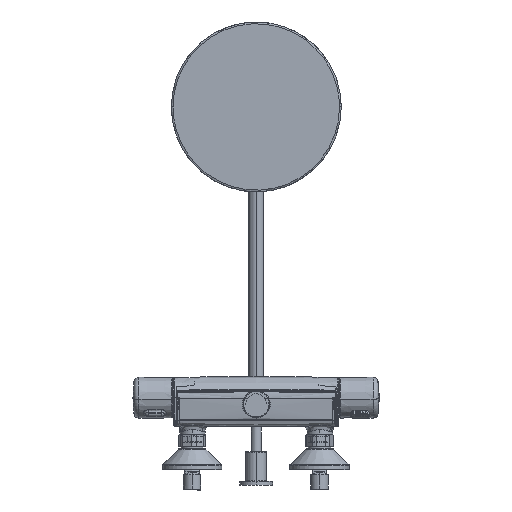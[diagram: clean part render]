
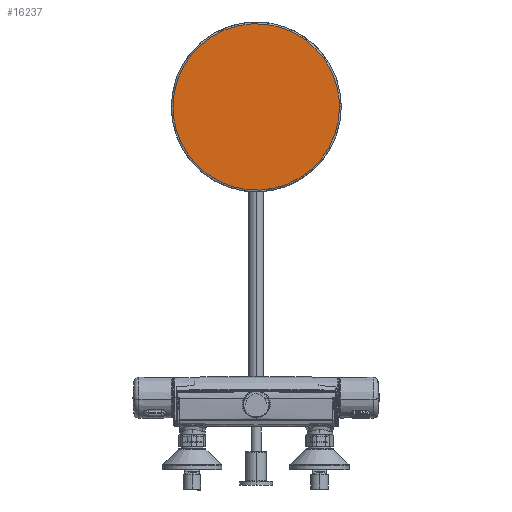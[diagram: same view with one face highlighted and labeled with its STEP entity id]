
A CAD part, front view. The second image highlights one B-rep face of the part: STEP entity #16237.
In plain terms, the highlighted planar face has unit normal (0, -1, 0).
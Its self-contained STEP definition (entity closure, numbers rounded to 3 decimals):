
#247 = CARTESIAN_POINT ( 'NONE',  ( -73.832, 984.9, 285.239 ) ) ;
#357 = CARTESIAN_POINT ( 'NONE',  ( 88.086, 984.9, 306.571 ) ) ;
#463 = CARTESIAN_POINT ( 'NONE',  ( -43.429, 984.9, 261.914 ) ) ;
#1734 = CARTESIAN_POINT ( 'NONE',  ( -12.828, 984.9, 447.368 ) ) ;
#1856 = CARTESIAN_POINT ( 'NONE',  ( 88.086, 984.9, 393.429 ) ) ;
#1961 = CARTESIAN_POINT ( 'NONE',  ( 12.828, 984.9, 447.368 ) ) ;
#2218 = PLANE ( 'NONE',  #18763 ) ;
#2569 = FACE_OUTER_BOUND ( 'NONE', #11399, .T. ) ;
#2804 = CARTESIAN_POINT ( 'NONE',  ( 31.577, 984.9, 257.005 ) ) ;
#2914 = CARTESIAN_POINT ( 'NONE',  ( -59.779, 984.9, 272.079 ) ) ;
#4077 = CARTESIAN_POINT ( 'NONE',  ( -59.779, 984.9, 427.921 ) ) ;
#4182 = CARTESIAN_POINT ( 'NONE',  ( -88.086, 984.9, 393.429 ) ) ;
#4412 = CARTESIAN_POINT ( 'NONE',  ( 98., 984.9, 350. ) ) ;
#4514 = CARTESIAN_POINT ( 'NONE',  ( 98., 984.9, 356.414 ) ) ;
#4562 = B_SPLINE_CURVE_WITH_KNOTS ( 'NONE', 3,
 ( #29676, #22217, #29889, #27131, #12052, #4182, #6962, #29794, #19310, #17186, #4077, #14413, #32237, #14751, #16973, #1734, #6850, #22088, #1961, #24676, #9413, #32348, #9184, #22325, #11722, #21868, #32129, #11950, #1856, #9522, #19762, #19647, #4514, #4412 ),
 .UNSPECIFIED., .F., .F.,
 ( 4, 2, 2, 2, 2, 2, 2, 2, 2, 2, 2, 2, 2, 2, 2, 2, 4 ),
 ( 0.5, 0.531, 0.563, 0.594, 0.625, 0.656, 0.688, 0.719, 0.75, 0.781, 0.813, 0.844, 0.875, 0.906, 0.938, 0.969, 1. ),
 .UNSPECIFIED. ) ;
#4750 = CARTESIAN_POINT ( 'NONE',  ( 98., 984.9, 350. ) ) ;
#5475 = CARTESIAN_POINT ( 'NONE',  ( -92.995, 984.9, 318.423 ) ) ;
#6850 = CARTESIAN_POINT ( 'NONE',  ( -6.414, 984.9, 448. ) ) ;
#6962 = CARTESIAN_POINT ( 'NONE',  ( -85.048, 984.9, 399.113 ) ) ;
#7861 = CARTESIAN_POINT ( 'NONE',  ( -98., 984.9, 350. ) ) ;
#7928 = CARTESIAN_POINT ( 'NONE',  ( 92.995, 984.9, 318.423 ) ) ;
#8027 = CARTESIAN_POINT ( 'NONE',  ( -98., 984.9, 350. ) ) ;
#8147 = CARTESIAN_POINT ( 'NONE',  ( 43.429, 984.9, 261.914 ) ) ;
#9184 = CARTESIAN_POINT ( 'NONE',  ( 49.113, 984.9, 435.048 ) ) ;
#9413 = CARTESIAN_POINT ( 'NONE',  ( 31.577, 984.9, 442.995 ) ) ;
#9522 = CARTESIAN_POINT ( 'NONE',  ( 92.995, 984.9, 381.577 ) ) ;
#9658 = CARTESIAN_POINT ( 'NONE',  ( 0., 984.9, 350. ) ) ;
#10469 = CARTESIAN_POINT ( 'NONE',  ( -12.828, 984.9, 252.632 ) ) ;
#10696 = CARTESIAN_POINT ( 'NONE',  ( -64.761, 984.9, 276.168 ) ) ;
#11399 = EDGE_LOOP ( 'NONE', ( #32566, #19324 ) ) ;
#11722 = CARTESIAN_POINT ( 'NONE',  ( 64.761, 984.9, 423.832 ) ) ;
#11950 = CARTESIAN_POINT ( 'NONE',  ( 85.048, 984.9, 399.113 ) ) ;
#12052 = CARTESIAN_POINT ( 'NONE',  ( -92.995, 984.9, 381.577 ) ) ;
#13042 = CARTESIAN_POINT ( 'NONE',  ( -25.41, 984.9, 255.134 ) ) ;
#13147 = CARTESIAN_POINT ( 'NONE',  ( -97.368, 984.9, 337.172 ) ) ;
#13253 = CARTESIAN_POINT ( 'NONE',  ( -85.048, 984.9, 300.887 ) ) ;
#14237 = VERTEX_POINT ( 'NONE', #4750 ) ;
#14413 = CARTESIAN_POINT ( 'NONE',  ( -49.113, 984.9, 435.048 ) ) ;
#14751 = CARTESIAN_POINT ( 'NONE',  ( -31.577, 984.9, 442.995 ) ) ;
#15475 = CARTESIAN_POINT ( 'NONE',  ( -49.113, 984.9, 264.952 ) ) ;
#15580 = CARTESIAN_POINT ( 'NONE',  ( 77.921, 984.9, 290.221 ) ) ;
#15695 = CARTESIAN_POINT ( 'NONE',  ( 73.832, 984.9, 285.239 ) ) ;
#15809 = CARTESIAN_POINT ( 'NONE',  ( -77.921, 984.9, 290.221 ) ) ;
#16237 = ADVANCED_FACE ( 'NONE', ( #2569 ), #2218, .F. ) ;
#16973 = CARTESIAN_POINT ( 'NONE',  ( -25.41, 984.9, 444.866 ) ) ;
#17186 = CARTESIAN_POINT ( 'NONE',  ( -64.761, 984.9, 423.832 ) ) ;
#17694 = CARTESIAN_POINT ( 'NONE',  ( 98., 984.9, 343.586 ) ) ;
#18015 = CARTESIAN_POINT ( 'NONE',  ( 85.048, 984.9, 300.887 ) ) ;
#18125 = CARTESIAN_POINT ( 'NONE',  ( 6.414, 984.9, 252. ) ) ;
#18763 = AXIS2_PLACEMENT_3D ( 'NONE', #9658, #29925, #32723 ) ;
#19310 = CARTESIAN_POINT ( 'NONE',  ( -73.832, 984.9, 414.761 ) ) ;
#19324 = ORIENTED_EDGE ( 'NONE', *, *, #23768, .F. ) ;
#19647 = CARTESIAN_POINT ( 'NONE',  ( 97.368, 984.9, 362.828 ) ) ;
#19762 = CARTESIAN_POINT ( 'NONE',  ( 94.866, 984.9, 375.41 ) ) ;
#20622 = CARTESIAN_POINT ( 'NONE',  ( -6.414, 984.9, 252. ) ) ;
#20723 = CARTESIAN_POINT ( 'NONE',  ( -88.086, 984.9, 306.571 ) ) ;
#21868 = CARTESIAN_POINT ( 'NONE',  ( 73.832, 984.9, 414.761 ) ) ;
#22088 = CARTESIAN_POINT ( 'NONE',  ( 6.414, 984.9, 448. ) ) ;
#22217 = CARTESIAN_POINT ( 'NONE',  ( -98., 984.9, 356.414 ) ) ;
#22325 = CARTESIAN_POINT ( 'NONE',  ( 59.779, 984.9, 427.921 ) ) ;
#23170 = CARTESIAN_POINT ( 'NONE',  ( 25.41, 984.9, 255.134 ) ) ;
#23283 = CARTESIAN_POINT ( 'NONE',  ( -98., 984.9, 343.586 ) ) ;
#23394 = CARTESIAN_POINT ( 'NONE',  ( 64.761, 984.9, 276.168 ) ) ;
#23768 = EDGE_CURVE ( 'NONE', #23964, #14237, #4562, .T. ) ;
#23964 = VERTEX_POINT ( 'NONE', #7861 ) ;
#24649 = EDGE_CURVE ( 'NONE', #14237, #23964, #24781, .T. ) ;
#24676 = CARTESIAN_POINT ( 'NONE',  ( 25.41, 984.9, 444.866 ) ) ;
#24781 = B_SPLINE_CURVE_WITH_KNOTS ( 'NONE', 3,
 ( #30406, #17694, #30752, #28415, #7928, #357, #18015, #15580, #15695, #23394, #28312, #25962, #8147, #2804, #23170, #25750, #18125, #20622, #10469, #13042, #30863, #463, #15475, #2914, #10696, #247, #15809, #13253, #20723, #5475, #25856, #13147, #23283, #8027 ),
 .UNSPECIFIED., .F., .F.,
 ( 4, 2, 2, 2, 2, 2, 2, 2, 2, 2, 2, 2, 2, 2, 2, 2, 4 ),
 ( 0., 0.031, 0.063, 0.094, 0.125, 0.156, 0.188, 0.219, 0.25, 0.281, 0.313, 0.344, 0.375, 0.406, 0.438, 0.469, 0.5 ),
 .UNSPECIFIED. ) ;
#25750 = CARTESIAN_POINT ( 'NONE',  ( 12.828, 984.9, 252.632 ) ) ;
#25856 = CARTESIAN_POINT ( 'NONE',  ( -94.866, 984.9, 324.59 ) ) ;
#25962 = CARTESIAN_POINT ( 'NONE',  ( 49.113, 984.9, 264.952 ) ) ;
#27131 = CARTESIAN_POINT ( 'NONE',  ( -94.866, 984.9, 375.41 ) ) ;
#28312 = CARTESIAN_POINT ( 'NONE',  ( 59.779, 984.9, 272.079 ) ) ;
#28415 = CARTESIAN_POINT ( 'NONE',  ( 94.866, 984.9, 324.59 ) ) ;
#29676 = CARTESIAN_POINT ( 'NONE',  ( -98., 984.9, 350. ) ) ;
#29794 = CARTESIAN_POINT ( 'NONE',  ( -77.921, 984.9, 409.779 ) ) ;
#29889 = CARTESIAN_POINT ( 'NONE',  ( -97.368, 984.9, 362.828 ) ) ;
#29925 = DIRECTION ( 'NONE',  ( 0., 1., 0. ) ) ;
#30406 = CARTESIAN_POINT ( 'NONE',  ( 98., 984.9, 350. ) ) ;
#30752 = CARTESIAN_POINT ( 'NONE',  ( 97.368, 984.9, 337.172 ) ) ;
#30863 = CARTESIAN_POINT ( 'NONE',  ( -31.577, 984.9, 257.005 ) ) ;
#32129 = CARTESIAN_POINT ( 'NONE',  ( 77.921, 984.9, 409.779 ) ) ;
#32237 = CARTESIAN_POINT ( 'NONE',  ( -43.429, 984.9, 438.086 ) ) ;
#32348 = CARTESIAN_POINT ( 'NONE',  ( 43.429, 984.9, 438.086 ) ) ;
#32566 = ORIENTED_EDGE ( 'NONE', *, *, #24649, .F. ) ;
#32723 = DIRECTION ( 'NONE',  ( 1., 0., 0. ) ) ;
